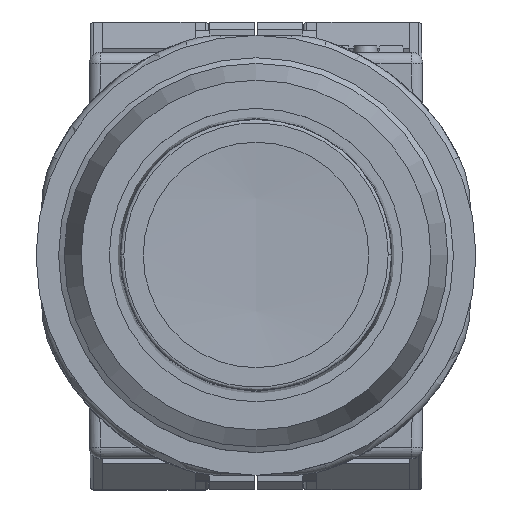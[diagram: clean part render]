
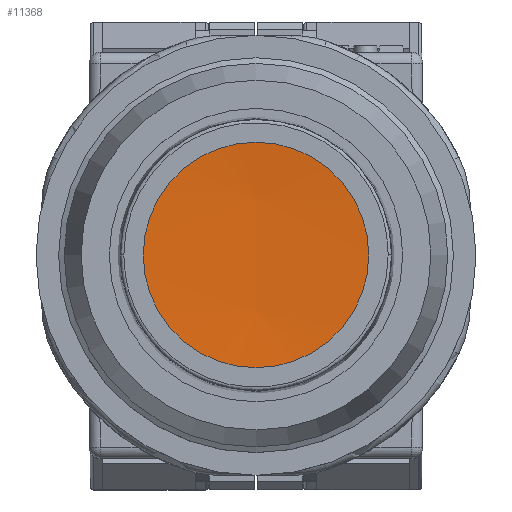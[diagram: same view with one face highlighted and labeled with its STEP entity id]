
A CAD part, top view. The second image highlights one B-rep face of the part: STEP entity #11368.
In plain terms, the highlighted spherical face has radius 125 mm.
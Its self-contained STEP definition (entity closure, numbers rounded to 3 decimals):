
#2022 = DIRECTION ( 'NONE',  ( 0., 0., 1. ) ) ;
#2416 = DIRECTION ( 'NONE',  ( -1., 0., 0. ) ) ;
#2872 = AXIS2_PLACEMENT_3D ( 'NONE', #11866, #2022, #6413 ) ;
#3488 = VERTEX_POINT ( 'NONE', #7893 ) ;
#5942 = EDGE_CURVE ( 'NONE', #3488, #3488, #9060, .T. ) ;
#6413 = DIRECTION ( 'NONE',  ( 1., 0., 0. ) ) ;
#6811 = DIRECTION ( 'NONE',  ( 0., 1., 0. ) ) ;
#7886 = SPHERICAL_SURFACE ( 'NONE', #9953, 125. ) ;
#7893 = CARTESIAN_POINT ( 'NONE',  ( 9.992, 0., 38.5 ) ) ;
#8948 = FACE_OUTER_BOUND ( 'NONE', #9483, .T. ) ;
#9060 = CIRCLE ( 'NONE', #2872, 9.992 ) ;
#9483 = EDGE_LOOP ( 'NONE', ( #9802 ) ) ;
#9802 = ORIENTED_EDGE ( 'NONE', *, *, #5942, .T. ) ;
#9953 = AXIS2_PLACEMENT_3D ( 'NONE', #12256, #2416, #6811 ) ;
#11368 = ADVANCED_FACE ( 'NONE', ( #8948 ), #7886, .F. ) ;
#11866 = CARTESIAN_POINT ( 'NONE',  ( 0., 0., 38.5 ) ) ;
#12256 = CARTESIAN_POINT ( 'NONE',  ( 0., 0., 163.1 ) ) ;
